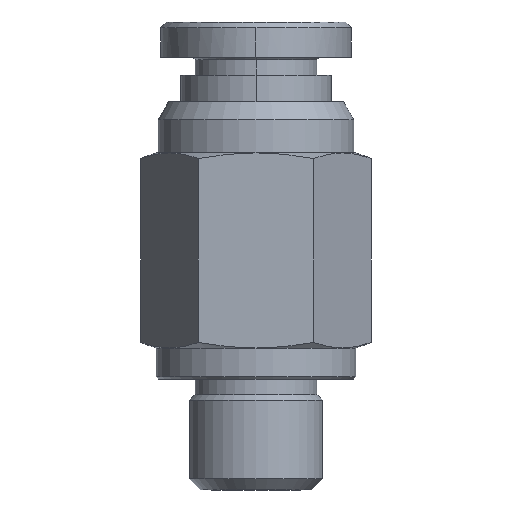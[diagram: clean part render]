
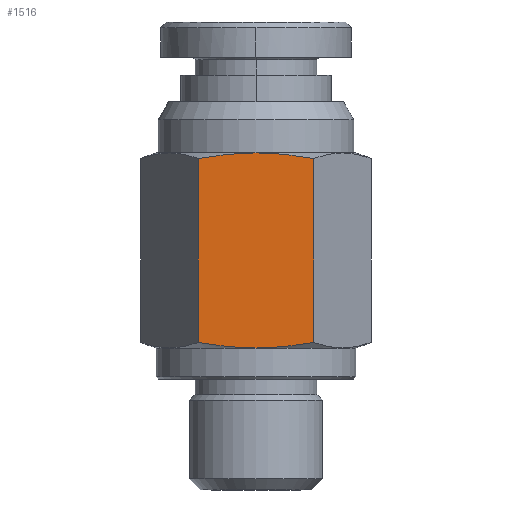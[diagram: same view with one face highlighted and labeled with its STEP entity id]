
A CAD part, left-side view. The second image highlights one B-rep face of the part: STEP entity #1516.
In plain terms, the highlighted planar face has unit normal (-1, 0, 0).
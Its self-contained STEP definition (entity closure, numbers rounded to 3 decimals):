
#51 = VERTEX_POINT ( 'NONE', #421 ) ;
#238 = FACE_OUTER_BOUND ( 'NONE', #8746, .T. ) ;
#313 = EDGE_CURVE ( 'NONE', #5608, #51, #18141, .T. ) ;
#421 = CARTESIAN_POINT ( 'NONE',  ( 18.495, -2.598, 1.157 ) ) ;
#799 = CARTESIAN_POINT ( 'NONE',  ( 18.495, -2.598, 9.451 ) ) ;
#1192 = PLANE ( 'NONE',  #13846 ) ;
#1516 = ADVANCED_FACE ( 'NONE', ( #238 ), #1192, .T. ) ;
#3255 = VECTOR ( 'NONE', #16339, 1000. ) ;
#3443 = CARTESIAN_POINT ( 'NONE',  ( 18.495, -1.739, 1.001 ) ) ;
#4522 = DIRECTION ( 'NONE',  ( 0., 0., -1. ) ) ;
#4860 = ORIENTED_EDGE ( 'NONE', *, *, #19675, .F. ) ;
#5346 = CARTESIAN_POINT ( 'NONE',  ( 18.495, 2.598, 1.157 ) ) ;
#5608 = VERTEX_POINT ( 'NONE', #799 ) ;
#6216 = CARTESIAN_POINT ( 'NONE',  ( 18.495, 2.598, 1.157 ) ) ;
#6839 = CARTESIAN_POINT ( 'NONE',  ( 18.495, 0., 0.904 ) ) ;
#6947 = CARTESIAN_POINT ( 'NONE',  ( 18.495, 0.874, 9.704 ) ) ;
#7722 = CARTESIAN_POINT ( 'NONE',  ( 18.495, -0.874, 9.704 ) ) ;
#7916 = ORIENTED_EDGE ( 'NONE', *, *, #19310, .F. ) ;
#8133 = CARTESIAN_POINT ( 'NONE',  ( 18.495, 0., 9.704 ) ) ;
#8504 = CARTESIAN_POINT ( 'NONE',  ( 18.495, -2.598, -0.496 ) ) ;
#8670 = VERTEX_POINT ( 'NONE', #16530 ) ;
#8746 = EDGE_LOOP ( 'NONE', ( #19168, #7916, #12903, #15932, #19443, #4860 ) ) ;
#9748 = CARTESIAN_POINT ( 'NONE',  ( 18.495, 2.598, 9.451 ) ) ;
#9889 = CARTESIAN_POINT ( 'NONE',  ( 18.495, -0.874, 0.904 ) ) ;
#10040 = CARTESIAN_POINT ( 'NONE',  ( 18.495, 0.874, 0.904 ) ) ;
#10214 = CARTESIAN_POINT ( 'NONE',  ( 18.495, 1.739, 9.607 ) ) ;
#10801 = CARTESIAN_POINT ( 'NONE',  ( 18.495, 0., 9.704 ) ) ;
#10926 = B_SPLINE_CURVE_WITH_KNOTS ( 'NONE', 3,
 ( #14544, #3443, #9889, #19331 ),
 .UNSPECIFIED., .F., .F.,
 ( 4, 4 ),
 ( 0., 0.003 ),
 .UNSPECIFIED. ) ;
#11356 = VECTOR ( 'NONE', #4522, 1000. ) ;
#11795 = CARTESIAN_POINT ( 'NONE',  ( 18.495, 0., 9.704 ) ) ;
#12452 = CARTESIAN_POINT ( 'NONE',  ( 18.495, -1.739, 9.607 ) ) ;
#12903 = ORIENTED_EDGE ( 'NONE', *, *, #16906, .F. ) ;
#12954 = EDGE_CURVE ( 'NONE', #16208, #16473, #15511, .T. ) ;
#13639 = VERTEX_POINT ( 'NONE', #8133 ) ;
#13795 = B_SPLINE_CURVE_WITH_KNOTS ( 'NONE', 3,
 ( #16279, #10214, #6947, #11795 ),
 .UNSPECIFIED., .F., .F.,
 ( 4, 4 ),
 ( 0., 0.003 ),
 .UNSPECIFIED. ) ;
#13846 = AXIS2_PLACEMENT_3D ( 'NONE', #16658, #15114, #16730 ) ;
#14544 = CARTESIAN_POINT ( 'NONE',  ( 18.495, -2.598, 1.157 ) ) ;
#14707 = CARTESIAN_POINT ( 'NONE',  ( 18.495, 1.739, 1.001 ) ) ;
#15114 = DIRECTION ( 'NONE',  ( -1., 0., 0. ) ) ;
#15511 = LINE ( 'NONE', #20131, #11356 ) ;
#15529 = B_SPLINE_CURVE_WITH_KNOTS ( 'NONE', 3,
 ( #10801, #7722, #12452, #18654 ),
 .UNSPECIFIED., .F., .F.,
 ( 4, 4 ),
 ( 0., 0.003 ),
 .UNSPECIFIED. ) ;
#15795 = B_SPLINE_CURVE_WITH_KNOTS ( 'NONE', 3,
 ( #6839, #10040, #14707, #5346 ),
 .UNSPECIFIED., .F., .F.,
 ( 4, 4 ),
 ( 0., 0.003 ),
 .UNSPECIFIED. ) ;
#15932 = ORIENTED_EDGE ( 'NONE', *, *, #313, .F. ) ;
#16208 = VERTEX_POINT ( 'NONE', #9748 ) ;
#16279 = CARTESIAN_POINT ( 'NONE',  ( 18.495, 2.598, 9.451 ) ) ;
#16339 = DIRECTION ( 'NONE',  ( 0., 0., -1. ) ) ;
#16473 = VERTEX_POINT ( 'NONE', #6216 ) ;
#16530 = CARTESIAN_POINT ( 'NONE',  ( 18.495, 0., 0.904 ) ) ;
#16658 = CARTESIAN_POINT ( 'NONE',  ( 18.495, -2.598, -0.496 ) ) ;
#16730 = DIRECTION ( 'NONE',  ( 0., 0., 1. ) ) ;
#16906 = EDGE_CURVE ( 'NONE', #51, #8670, #10926, .T. ) ;
#18141 = LINE ( 'NONE', #8504, #3255 ) ;
#18654 = CARTESIAN_POINT ( 'NONE',  ( 18.495, -2.598, 9.451 ) ) ;
#19168 = ORIENTED_EDGE ( 'NONE', *, *, #12954, .T. ) ;
#19310 = EDGE_CURVE ( 'NONE', #8670, #16473, #15795, .T. ) ;
#19331 = CARTESIAN_POINT ( 'NONE',  ( 18.495, 0., 0.904 ) ) ;
#19443 = ORIENTED_EDGE ( 'NONE', *, *, #19960, .F. ) ;
#19675 = EDGE_CURVE ( 'NONE', #16208, #13639, #13795, .T. ) ;
#19960 = EDGE_CURVE ( 'NONE', #13639, #5608, #15529, .T. ) ;
#20131 = CARTESIAN_POINT ( 'NONE',  ( 18.495, 2.598, -0.496 ) ) ;
